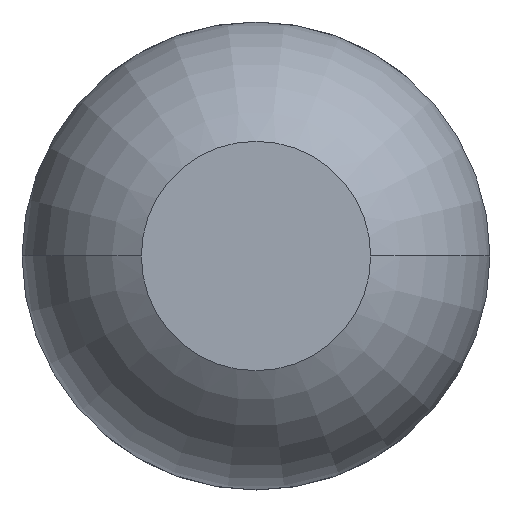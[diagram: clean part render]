
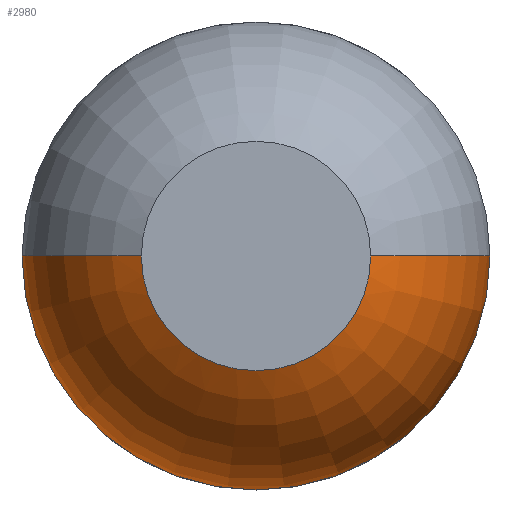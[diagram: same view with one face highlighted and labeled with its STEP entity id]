
A CAD part, front view. The second image highlights one B-rep face of the part: STEP entity #2980.
In plain terms, the highlighted toroidal (fillet/blend) face has major radius 0.01 mm and minor radius 0.5 mm.
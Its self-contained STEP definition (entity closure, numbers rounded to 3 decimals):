
#50 = CARTESIAN_POINT ( 'NONE',  ( 0.51, -24.961, 0. ) ) ;
#108 = TOROIDAL_SURFACE ( 'NONE', #849, 0.01, 0.5 ) ;
#196 = EDGE_LOOP ( 'NONE', ( #4468, #2793, #2485, #3668 ) ) ;
#446 = VERTEX_POINT ( 'NONE', #50 ) ;
#727 = CARTESIAN_POINT ( 'NONE',  ( 0.25, -25.4, 0. ) ) ;
#849 = AXIS2_PLACEMENT_3D ( 'NONE', #4426, #4781, #2124 ) ;
#1224 = CARTESIAN_POINT ( 'NONE',  ( 0., -25.4, 0. ) ) ;
#1263 = DIRECTION ( 'NONE',  ( 1., 0., 0. ) ) ;
#1346 = VERTEX_POINT ( 'NONE', #4186 ) ;
#1356 = VERTEX_POINT ( 'NONE', #727 ) ;
#2022 = CIRCLE ( 'NONE', #4023, 0.51 ) ;
#2023 = EDGE_CURVE ( 'Defeature ausgef�hrt3_0+Defeature ausgef�hrt3_33+Defeature ausgef�hrt3_33+Defeature ausgef�hrt3_33', #1356, #1346, #2400, .T. ) ;
#2062 = EDGE_CURVE ( 'NONE', #446, #1356, #2275, .T. ) ;
#2071 = CARTESIAN_POINT ( 'NONE',  ( -0.01, -24.961, 0. ) ) ;
#2124 = DIRECTION ( 'NONE',  ( -1., 0., 0. ) ) ;
#2184 = VERTEX_POINT ( 'NONE', #3703 ) ;
#2275 = CIRCLE ( 'NONE', #3758, 0.5 ) ;
#2400 = CIRCLE ( 'NONE', #2496, 0.25 ) ;
#2411 = DIRECTION ( 'NONE',  ( -1., 0., 0. ) ) ;
#2472 = DIRECTION ( 'NONE',  ( 1., 0., 0. ) ) ;
#2485 = ORIENTED_EDGE ( 'NONE', *, *, #2023, .T. ) ;
#2496 = AXIS2_PLACEMENT_3D ( 'NONE', #1224, #3157, #1263 ) ;
#2588 = DIRECTION ( 'NONE',  ( 0., -1., 0. ) ) ;
#2777 = DIRECTION ( 'NONE',  ( 0., 0., -1. ) ) ;
#2793 = ORIENTED_EDGE ( 'NONE', *, *, #2062, .T. ) ;
#2935 = CARTESIAN_POINT ( 'NONE',  ( 0., -24.961, 0. ) ) ;
#2945 = AXIS2_PLACEMENT_3D ( 'NONE', #2071, #3978, #2472 ) ;
#2980 = ADVANCED_FACE ( 'Defeature ausgef�hrt3_0', ( #4746 ), #108, .T. ) ;
#2983 = DIRECTION ( 'NONE',  ( -1., 0., 0. ) ) ;
#3157 = DIRECTION ( 'NONE',  ( 0., 1., 0. ) ) ;
#3511 = CARTESIAN_POINT ( 'NONE',  ( 0.01, -24.961, 0. ) ) ;
#3668 = ORIENTED_EDGE ( 'NONE', *, *, #3750, .F. ) ;
#3694 = CIRCLE ( 'NONE', #2945, 0.5 ) ;
#3703 = CARTESIAN_POINT ( 'NONE',  ( -0.51, -24.961, 0. ) ) ;
#3750 = EDGE_CURVE ( 'NONE', #2184, #1346, #3694, .T. ) ;
#3758 = AXIS2_PLACEMENT_3D ( 'NONE', #3511, #2777, #2411 ) ;
#3978 = DIRECTION ( 'NONE',  ( 0., 0., 1. ) ) ;
#4023 = AXIS2_PLACEMENT_3D ( 'NONE', #2935, #2588, #2983 ) ;
#4186 = CARTESIAN_POINT ( 'NONE',  ( -0.25, -25.4, 0. ) ) ;
#4426 = CARTESIAN_POINT ( 'NONE',  ( 0., -24.961, 0. ) ) ;
#4468 = ORIENTED_EDGE ( 'NONE', *, *, #4616, .T. ) ;
#4616 = EDGE_CURVE ( 'Defeature ausgef�hrt3_0+Defeature ausgef�hrt3_2+Defeature ausgef�hrt3_2+Defeature ausgef�hrt3_2', #2184, #446, #2022, .T. ) ;
#4746 = FACE_OUTER_BOUND ( 'NONE', #196, .T. ) ;
#4781 = DIRECTION ( 'NONE',  ( 0., -1., 0. ) ) ;
